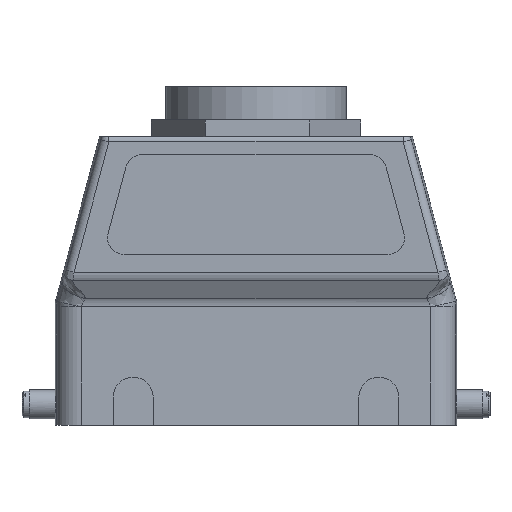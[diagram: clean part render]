
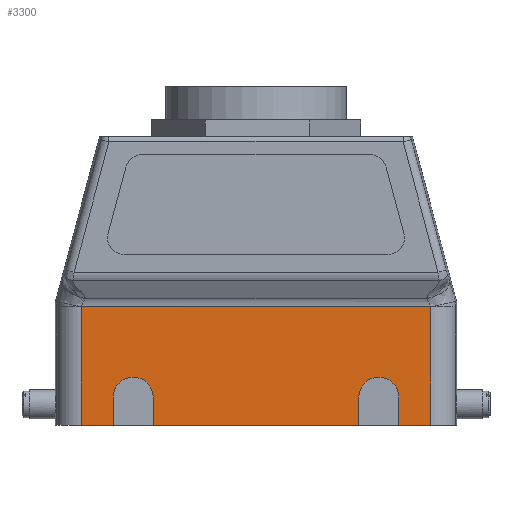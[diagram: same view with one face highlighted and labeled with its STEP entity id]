
A CAD part, front view. The second image highlights one B-rep face of the part: STEP entity #3300.
In plain terms, the highlighted planar face has unit normal (0, -1, 0).
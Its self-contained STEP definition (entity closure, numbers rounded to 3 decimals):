
#3195=CARTESIAN_POINT('',(66.55,-21.5,-10.5));
#3196=DIRECTION('',(0.0,-1.0,0.0));
#3197=DIRECTION('',(0.0,0.0,-1.0));
#3198=AXIS2_PLACEMENT_3D('',#3195,#3196,#3197);
#3199=PLANE('',#3198);
#3200=CARTESIAN_POINT('',(52.631,-21.5,-9.));
#3201=VERTEX_POINT('',#3200);
#3202=CARTESIAN_POINT('',(43.0,-21.5,-9.));
#3203=VERTEX_POINT('',#3202);
#3204=CARTESIAN_POINT('',(52.631,-21.5,-9.));
#3205=DIRECTION('',(-1.0,0.0,0.0));
#3206=VECTOR('',#3205,9.631);
#3207=LINE('',#3204,#3206);
#3208=EDGE_CURVE('',#3201,#3203,#3207,.T.);
#3209=ORIENTED_EDGE('',*,*,#3208,.F.);
#3210=CARTESIAN_POINT('',(52.631,-21.501,26.782));
#3211=VERTEX_POINT('',#3210);
#3212=CARTESIAN_POINT('',(52.631,-21.5,-9.));
#3213=DIRECTION('',(0.0,0.0,1.0));
#3214=VECTOR('',#3213,35.66);
#3215=LINE('',#3212,#3214);
#3216=EDGE_CURVE('',#3201,#3211,#3215,.T.);
#3217=ORIENTED_EDGE('',*,*,#3216,.T.);
#3218=CARTESIAN_POINT('',(-52.631,-21.501,26.782));
#3219=VERTEX_POINT('',#3218);
#3220=CARTESIAN_POINT('',(52.631,-21.5,26.66));
#3221=DIRECTION('',(-1.0,0.0,0.0));
#3222=VECTOR('',#3221,105.262);
#3223=LINE('',#3220,#3222);
#3224=EDGE_CURVE('',#3211,#3219,#3223,.T.);
#3225=ORIENTED_EDGE('',*,*,#3224,.T.);
#3226=CARTESIAN_POINT('',(-52.631,-21.5,-9.));
#3227=VERTEX_POINT('',#3226);
#3228=CARTESIAN_POINT('',(-52.631,-21.5,26.66));
#3229=DIRECTION('',(0.0,0.0,-1.0));
#3230=VECTOR('',#3229,35.66);
#3231=LINE('',#3228,#3230);
#3232=EDGE_CURVE('',#3219,#3227,#3231,.T.);
#3233=ORIENTED_EDGE('',*,*,#3232,.T.);
#3234=CARTESIAN_POINT('',(-43.0,-21.5,-9.0));
#3235=VERTEX_POINT('',#3234);
#3236=CARTESIAN_POINT('',(-43.0,-21.5,-9.));
#3237=DIRECTION('',(-1.0,0.0,0.0));
#3238=VECTOR('',#3237,9.631);
#3239=LINE('',#3236,#3238);
#3240=EDGE_CURVE('',#3235,#3227,#3239,.T.);
#3241=ORIENTED_EDGE('',*,*,#3240,.F.);
#3242=CARTESIAN_POINT('',(-43.0,-21.5,-0.5));
#3243=VERTEX_POINT('',#3242);
#3244=CARTESIAN_POINT('',(-43.0,-21.5,-0.5));
#3245=DIRECTION('',(0.0,0.0,-1.0));
#3246=VECTOR('',#3245,8.5);
#3247=LINE('',#3244,#3246);
#3248=EDGE_CURVE('',#3243,#3235,#3247,.T.);
#3249=ORIENTED_EDGE('',*,*,#3248,.F.);
#3250=CARTESIAN_POINT('',(-31.0,-21.5,-0.5));
#3251=VERTEX_POINT('',#3250);
#3252=CARTESIAN_POINT('',(-37.0,-21.5,-0.5));
#3253=DIRECTION('',(0.0,-1.0,0.0));
#3254=DIRECTION('',(0.0,0.0,-1.0));
#3255=AXIS2_PLACEMENT_3D('',#3252,#3253,#3254);
#3256=CIRCLE('',#3255,6.);
#3257=EDGE_CURVE('',#3251,#3243,#3256,.T.);
#3258=ORIENTED_EDGE('',*,*,#3257,.F.);
#3259=CARTESIAN_POINT('',(-31.0,-21.5,-9.0));
#3260=VERTEX_POINT('',#3259);
#3261=CARTESIAN_POINT('',(-31.0,-21.5,-9.0));
#3262=DIRECTION('',(0.0,0.0,1.0));
#3263=VECTOR('',#3262,8.5);
#3264=LINE('',#3261,#3263);
#3265=EDGE_CURVE('',#3260,#3251,#3264,.T.);
#3266=ORIENTED_EDGE('',*,*,#3265,.F.);
#3267=CARTESIAN_POINT('',(31.0,-21.5,-9.));
#3268=VERTEX_POINT('',#3267);
#3269=CARTESIAN_POINT('',(31.0,-21.5,-9.));
#3270=DIRECTION('',(-1.0,0.0,0.0));
#3271=VECTOR('',#3270,62.0);
#3272=LINE('',#3269,#3271);
#3273=EDGE_CURVE('',#3268,#3260,#3272,.T.);
#3274=ORIENTED_EDGE('',*,*,#3273,.F.);
#3275=CARTESIAN_POINT('',(31.0,-21.5,-0.5));
#3276=VERTEX_POINT('',#3275);
#3277=CARTESIAN_POINT('',(31.0,-21.5,-0.5));
#3278=DIRECTION('',(0.0,0.0,-1.0));
#3279=VECTOR('',#3278,8.5);
#3280=LINE('',#3277,#3279);
#3281=EDGE_CURVE('',#3276,#3268,#3280,.T.);
#3282=ORIENTED_EDGE('',*,*,#3281,.F.);
#3283=CARTESIAN_POINT('',(43.0,-21.5,-0.5));
#3284=VERTEX_POINT('',#3283);
#3285=CARTESIAN_POINT('',(37.0,-21.5,-0.5));
#3286=DIRECTION('',(0.0,-1.0,0.0));
#3287=DIRECTION('',(0.0,0.0,-1.0));
#3288=AXIS2_PLACEMENT_3D('',#3285,#3286,#3287);
#3289=CIRCLE('',#3288,6.);
#3290=EDGE_CURVE('',#3284,#3276,#3289,.T.);
#3291=ORIENTED_EDGE('',*,*,#3290,.F.);
#3292=CARTESIAN_POINT('',(43.0,-21.5,-9.));
#3293=DIRECTION('',(0.0,0.0,1.0));
#3294=VECTOR('',#3293,8.5);
#3295=LINE('',#3292,#3294);
#3296=EDGE_CURVE('',#3203,#3284,#3295,.T.);
#3297=ORIENTED_EDGE('',*,*,#3296,.F.);
#3298=EDGE_LOOP('',(#3209,#3217,#3225,#3233,#3241,#3249,#3258,#3266,#3274,#3282,#3291,#3297));
#3299=FACE_OUTER_BOUND('',#3298,.T.);
#3300=ADVANCED_FACE('',(#3299),#3199,.T.);
